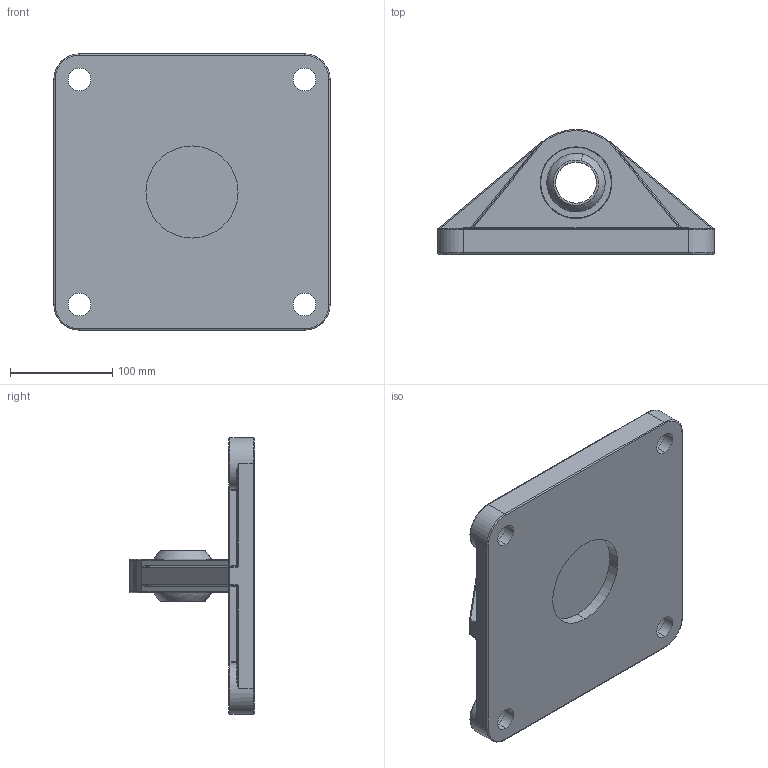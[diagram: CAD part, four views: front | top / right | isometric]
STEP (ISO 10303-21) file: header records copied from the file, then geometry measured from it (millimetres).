
FILE_DESCRIPTION (( 'STEP AP203' ), '1' );
FILE_NAME ('0053-250.STEP', '2015-09-25T13:57:49', ( 'utente11' ), ( '' ), 'SwSTEP 2.0', 'SolidWorks 2015', '' );
FILE_SCHEMA (( 'CONFIG_CONTROL_DESIGN' ));
Length unit declared in the file: millimetre
Products named in the file (4): Anello cuscinetto^0053_250; Sfera cuscinetto^0053_250; Sostegno^0053_250; 0053-250
Assembly tree (3 placements, depth 2):
  0053-250
    Anello cuscinetto^0053_250
    Sfera cuscinetto^0053_250
    Sostegno^0053_250
Bounding box: 270 x 122 x 270 mm (x, y, z)
Volume: 2029514.5 mm3; surface area: 243671 mm2
Topology: 3 solids, 3 shells, 185 faces, 438 edges, 240 vertices
Faces by surface type: cylinder 87, plane 36, torus 30, sphere 20, bspline 12
Entity records: 6051 total; most frequent: CARTESIAN_POINT 1524, DIRECTION 952, ORIENTED_EDGE 816, EDGE_CURVE 408, AXIS2_PLACEMENT_3D 399, VERTEX_POINT 234, CIRCLE 220, EDGE_LOOP 204
